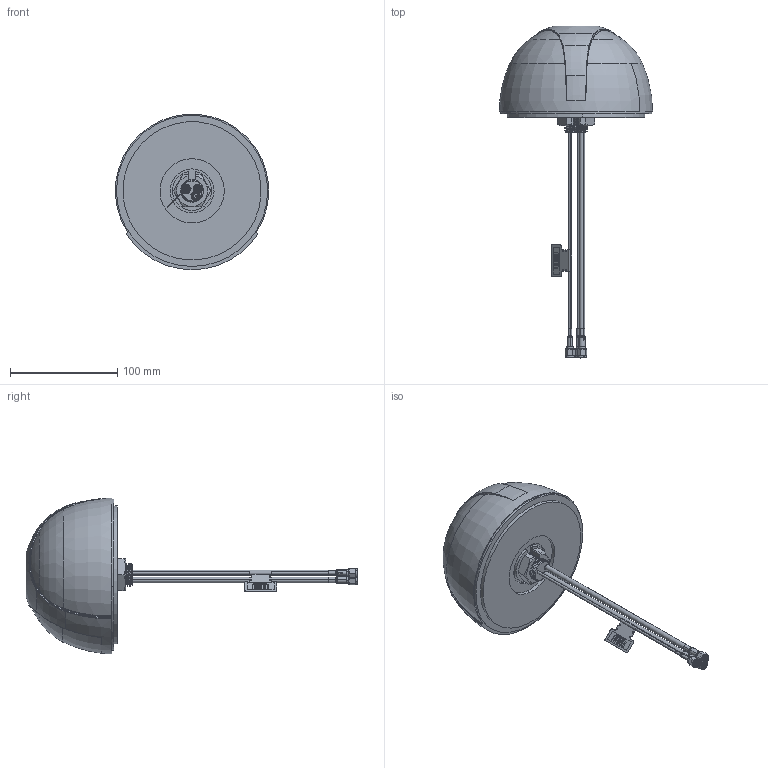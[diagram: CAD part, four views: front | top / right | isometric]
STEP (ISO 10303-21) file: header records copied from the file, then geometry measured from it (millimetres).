
FILE_DESCRIPTION (( 'STEP AP214' ), '1' );
FILE_NAME ('MA705.A.ABC.001_web.STEP', '2020-05-27T06:09:51', ( '' ), ( '' ), 'SwSTEP 2.0', 'SolidWorks 2017', '' );
FILE_SCHEMA (( 'AUTOMOTIVE_DESIGN' ));
Length unit declared in the file: millimetre
Products named in the file (2): MA705.A.ABC.001_web
Bounding box: 142.93 x 309.7 x 145.08 mm (x, y, z)
Surface area: 110533.3 mm2 (no closed solid volume)
Topology: 0 solids, 46 shells, 330 faces, 1374 edges, 1087 vertices
Faces by surface type: cylinder 134, plane 76, bspline 50, torus 41, cone 29
Entity records: 29251 total; most frequent: CARTESIAN_POINT 15625, ORIENTED_EDGE 1980, DIRECTION 1733, EDGE_CURVE 1368, VERTEX_POINT 1087, LINE 589, VECTOR 589, AXIS2_PLACEMENT_3D 572
